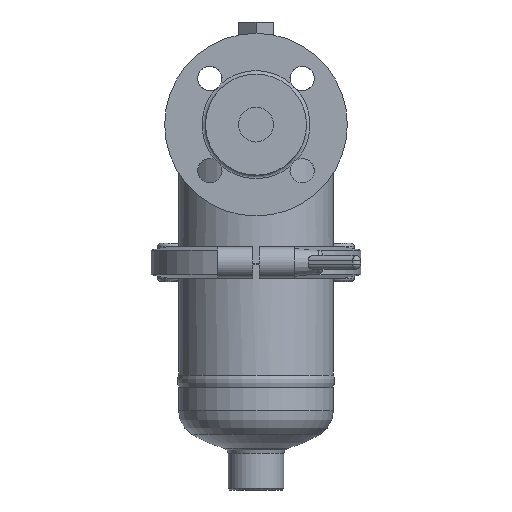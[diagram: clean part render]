
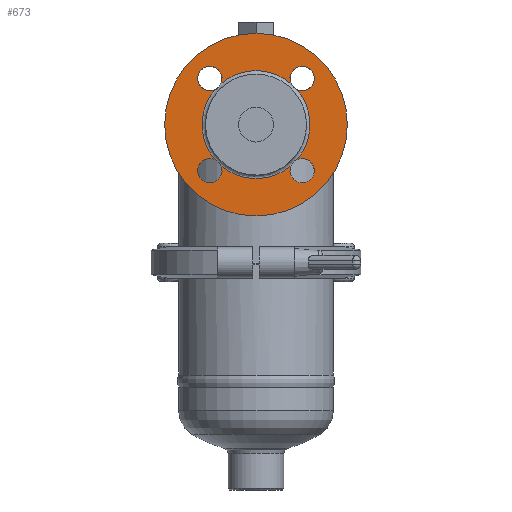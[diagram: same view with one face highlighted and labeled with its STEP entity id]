
A CAD part, left-side view. The second image highlights one B-rep face of the part: STEP entity #673.
In plain terms, the highlighted free-form (B-spline) face has degree [1, 1] with [2, 2] control points.
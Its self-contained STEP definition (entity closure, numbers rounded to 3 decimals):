
#344=CARTESIAN_POINT('',(-114.,0.0,132.5));
#345=VERTEX_POINT('',#344);
#346=CARTESIAN_POINT('',(-114.,0.0,80.));
#347=DIRECTION('',(-1.0,0.0,0.0));
#348=DIRECTION('',(0.0,0.0,1.0));
#349=AXIS2_PLACEMENT_3D('',#346,#347,#348);
#350=CIRCLE('',#349,52.5);
#351=EDGE_CURVE('',#345,#345,#350,.T.);
#449=CARTESIAN_POINT('',(-114.,-20.188,103.526));
#450=VERTEX_POINT('',#449);
#451=CARTESIAN_POINT('',(-114.,-23.526,100.188));
#452=VERTEX_POINT('',#451);
#468=CARTESIAN_POINT('',(-114.,20.188,103.526));
#469=VERTEX_POINT('',#468);
#470=CARTESIAN_POINT('',(-114.,0.0,80.));
#471=DIRECTION('',(-1.0,0.0,0.0));
#472=DIRECTION('',(0.0,0.0,-1.0));
#473=AXIS2_PLACEMENT_3D('',#470,#471,#472);
#474=CIRCLE('',#473,31.);
#475=EDGE_CURVE('',#450,#469,#474,.T.);
#477=CARTESIAN_POINT('',(-114.,23.526,100.188));
#478=VERTEX_POINT('',#477);
#494=CARTESIAN_POINT('',(-114.,23.526,59.812));
#495=VERTEX_POINT('',#494);
#496=CARTESIAN_POINT('',(-114.,0.0,80.));
#497=DIRECTION('',(-1.0,0.0,0.0));
#498=DIRECTION('',(0.0,0.0,-1.0));
#499=AXIS2_PLACEMENT_3D('',#496,#497,#498);
#500=CIRCLE('',#499,31.);
#501=EDGE_CURVE('',#478,#495,#500,.T.);
#503=CARTESIAN_POINT('',(-114.,20.188,56.474));
#504=VERTEX_POINT('',#503);
#520=CARTESIAN_POINT('',(-114.,-20.188,56.474));
#521=VERTEX_POINT('',#520);
#522=CARTESIAN_POINT('',(-114.,0.0,80.));
#523=DIRECTION('',(-1.0,0.0,0.0));
#524=DIRECTION('',(0.0,0.0,-1.0));
#525=AXIS2_PLACEMENT_3D('',#522,#523,#524);
#526=CIRCLE('',#525,31.);
#527=EDGE_CURVE('',#504,#521,#526,.T.);
#529=CARTESIAN_POINT('',(-114.,-23.526,59.812));
#530=VERTEX_POINT('',#529);
#546=CARTESIAN_POINT('',(-114.,0.0,80.));
#547=DIRECTION('',(-1.0,0.0,0.0));
#548=DIRECTION('',(0.0,0.0,-1.0));
#549=AXIS2_PLACEMENT_3D('',#546,#547,#548);
#550=CIRCLE('',#549,31.);
#551=EDGE_CURVE('',#530,#452,#550,.T.);
#575=CARTESIAN_POINT('',(-114.,-26.517,106.517));
#576=DIRECTION('',(1.0,0.0,0.0));
#577=DIRECTION('',(0.0,1.0,0.0));
#578=AXIS2_PLACEMENT_3D('',#575,#576,#577);
#579=CIRCLE('',#578,7.);
#580=EDGE_CURVE('',#450,#452,#579,.T.);
#594=CARTESIAN_POINT('',(-114.,-26.517,53.483));
#595=DIRECTION('',(1.0,0.0,0.0));
#596=DIRECTION('',(0.0,0.0,1.0));
#597=AXIS2_PLACEMENT_3D('',#594,#595,#596);
#598=CIRCLE('',#597,7.);
#599=EDGE_CURVE('',#530,#521,#598,.T.);
#613=CARTESIAN_POINT('',(-114.,26.517,53.483));
#614=DIRECTION('',(1.0,0.0,0.0));
#615=DIRECTION('',(0.0,-1.0,0.0));
#616=AXIS2_PLACEMENT_3D('',#613,#614,#615);
#617=CIRCLE('',#616,7.);
#618=EDGE_CURVE('',#504,#495,#617,.T.);
#632=CARTESIAN_POINT('',(-114.,26.517,106.517));
#633=DIRECTION('',(1.0,0.0,0.0));
#634=DIRECTION('',(0.0,0.0,-1.0));
#635=AXIS2_PLACEMENT_3D('',#632,#633,#634);
#636=CIRCLE('',#635,7.);
#637=EDGE_CURVE('',#478,#469,#636,.T.);
#655=CARTESIAN_POINT('',(-114.,52.5,132.5));
#656=CARTESIAN_POINT('',(-114.,52.5,27.5));
#657=CARTESIAN_POINT('',(-114.,-52.5,132.5));
#658=CARTESIAN_POINT('',(-114.,-52.5,27.5));
#659=B_SPLINE_SURFACE_WITH_KNOTS('',1,1,((#655,#657),(#656,#658)),.UNSPECIFIED.,.F.,.F.,.U.,(2,2),(2,2),(0.0,105.0),(0.0,105.0),.UNSPECIFIED.);
#660=ORIENTED_EDGE('',*,*,#351,.T.);
#661=EDGE_LOOP('',(#660));
#662=FACE_OUTER_BOUND('',#661,.T.);
#663=ORIENTED_EDGE('',*,*,#551,.F.);
#664=ORIENTED_EDGE('',*,*,#599,.T.);
#665=ORIENTED_EDGE('',*,*,#527,.F.);
#666=ORIENTED_EDGE('',*,*,#618,.T.);
#667=ORIENTED_EDGE('',*,*,#501,.F.);
#668=ORIENTED_EDGE('',*,*,#637,.T.);
#669=ORIENTED_EDGE('',*,*,#475,.F.);
#670=ORIENTED_EDGE('',*,*,#580,.T.);
#671=EDGE_LOOP('',(#663,#664,#665,#666,#667,#668,#669,#670));
#672=FACE_BOUND('',#671,.T.);
#673=ADVANCED_FACE('',(#662,#672),#659,.T.);
